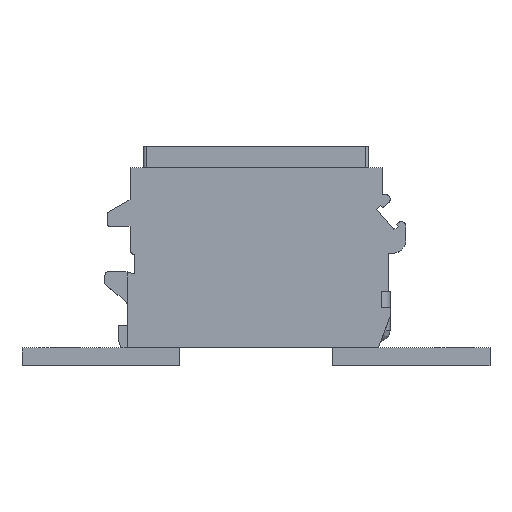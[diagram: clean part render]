
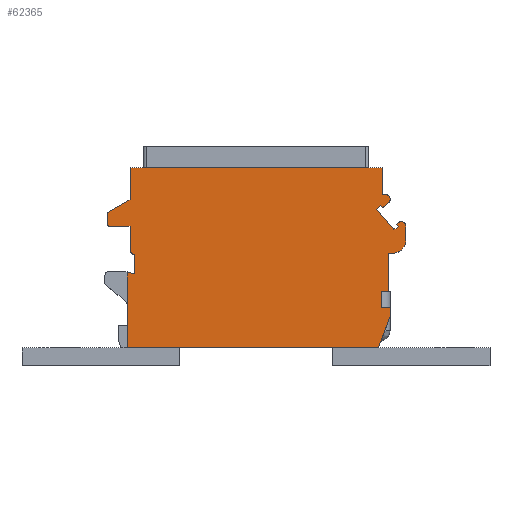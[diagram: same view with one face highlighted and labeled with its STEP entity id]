
A CAD part, top view. The second image highlights one B-rep face of the part: STEP entity #62365.
In plain terms, the highlighted planar face has unit normal (0, 0, 1).
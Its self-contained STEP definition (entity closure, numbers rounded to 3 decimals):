
#4883=CARTESIAN_POINT('',(15.15,12.,7.));
#4884=DIRECTION('',(0.,0.,1.));
#4885=DIRECTION('',(0.,-1.,0.));
#4886=AXIS2_PLACEMENT_3D('',#4883,#4884,#4885);
#4888=DIRECTION('',(-1.,0.,0.));
#4889=VECTOR('',#4888,0.45);
#4890=CARTESIAN_POINT('',(15.15,10.5,7.));
#4891=LINE('',#4890,#4889);
#4892=DIRECTION('',(0.,-1.,0.));
#4893=VECTOR('',#4892,4.2);
#4894=CARTESIAN_POINT('',(14.7,10.5,7.));
#4895=LINE('',#4894,#4893);
#4896=DIRECTION('',(-1.,0.,0.));
#4897=VECTOR('',#4896,0.8);
#4898=CARTESIAN_POINT('',(14.7,6.3,7.));
#4899=LINE('',#4898,#4897);
#4900=DIRECTION('',(0.,-1.,0.));
#4901=VECTOR('',#4900,1.8);
#4902=CARTESIAN_POINT('',(13.9,6.3,7.));
#4903=LINE('',#4902,#4901);
#4904=DIRECTION('',(1.,0.,0.));
#4905=VECTOR('',#4904,1.);
#4906=CARTESIAN_POINT('',(13.9,4.5,7.));
#4907=LINE('',#4906,#4905);
#4908=DIRECTION('',(0.,-1.,0.));
#4909=VECTOR('',#4908,1.);
#4910=CARTESIAN_POINT('',(14.9,4.5,7.));
#4911=LINE('',#4910,#4909);
#4912=DIRECTION('',(-0.348,-0.937,0.));
#4913=VECTOR('',#4912,3.734);
#4914=CARTESIAN_POINT('',(14.9,3.5,7.));
#4915=LINE('',#4914,#4913);
#4916=DIRECTION('',(1.,0.,0.));
#4917=VECTOR('',#4916,27.9);
#4918=CARTESIAN_POINT('',(-14.3,0.,7.));
#4919=LINE('',#4918,#4917);
#4920=DIRECTION('',(0.966,-0.259,0.));
#4921=VECTOR('',#4920,0.828);
#4922=CARTESIAN_POINT('',(-14.3,8.419,7.));
#4923=LINE('',#4922,#4921);
#4924=DIRECTION('',(0.,1.,0.));
#4925=VECTOR('',#4924,2.196);
#4926=CARTESIAN_POINT('',(-13.5,8.204,7.));
#4927=LINE('',#4926,#4925);
#4928=DIRECTION('',(0.,1.,0.));
#4929=VECTOR('',#4928,2.6);
#4930=CARTESIAN_POINT('',(-14.,10.9,7.));
#4931=LINE('',#4930,#4929);
#4932=DIRECTION('',(-1.,0.,0.));
#4933=VECTOR('',#4932,2.2);
#4934=CARTESIAN_POINT('',(-14.,13.5,7.));
#4935=LINE('',#4934,#4933);
#4936=DIRECTION('',(0.,1.,0.));
#4937=VECTOR('',#4936,1.2);
#4938=CARTESIAN_POINT('',(-16.5,13.8,7.));
#4939=LINE('',#4938,#4937);
#4940=DIRECTION('',(0.866,0.5,0.));
#4941=VECTOR('',#4940,2.887);
#4942=CARTESIAN_POINT('',(-16.5,15.,7.));
#4943=LINE('',#4942,#4941);
#4944=DIRECTION('',(0.,-1.,0.));
#4945=VECTOR('',#4944,3.557);
#4946=CARTESIAN_POINT('',(-14.,20.,7.));
#4947=LINE('',#4946,#4945);
#4948=DIRECTION('',(-1.,0.,0.));
#4949=VECTOR('',#4948,28.);
#4950=CARTESIAN_POINT('',(14.,20.,7.));
#4951=LINE('',#4950,#4949);
#4952=DIRECTION('',(0.,-1.,0.));
#4953=VECTOR('',#4952,3.);
#4954=CARTESIAN_POINT('',(14.,20.,7.));
#4955=LINE('',#4954,#4953);
#4956=DIRECTION('',(1.,0.,0.));
#4957=VECTOR('',#4956,0.4);
#4958=CARTESIAN_POINT('',(14.,17.,7.));
#4959=LINE('',#4958,#4957);
#4960=CARTESIAN_POINT('',(14.4,16.5,7.));
#4961=DIRECTION('',(0.,0.,1.));
#4962=DIRECTION('',(0.643,-0.766,0.));
#4963=AXIS2_PLACEMENT_3D('',#4960,#4961,#4962);
#4965=DIRECTION('',(-0.766,-0.643,0.));
#4966=VECTOR('',#4965,0.873);
#4967=CARTESIAN_POINT('',(14.721,16.117,7.));
#4968=LINE('',#4967,#4966);
#4969=DIRECTION('',(-0.643,0.766,0.));
#4970=VECTOR('',#4969,0.3);
#4971=CARTESIAN_POINT('',(14.052,15.556,7.));
#4972=LINE('',#4971,#4970);
#4973=DIRECTION('',(-0.766,-0.643,0.));
#4974=VECTOR('',#4973,0.6);
#4975=CARTESIAN_POINT('',(13.86,15.786,7.));
#4976=LINE('',#4975,#4974);
#4977=DIRECTION('',(0.643,-0.766,0.));
#4978=VECTOR('',#4977,3.);
#4979=CARTESIAN_POINT('',(13.4,15.4,7.));
#4980=LINE('',#4979,#4978);
#4981=DIRECTION('',(0.766,0.643,0.));
#4982=VECTOR('',#4981,0.6);
#4983=CARTESIAN_POINT('',(15.328,13.102,7.));
#4984=LINE('',#4983,#4982);
#4985=DIRECTION('',(-0.643,0.766,0.));
#4986=VECTOR('',#4985,0.3);
#4987=CARTESIAN_POINT('',(15.788,13.488,7.));
#4988=LINE('',#4987,#4986);
#4989=DIRECTION('',(0.766,0.643,0.));
#4990=VECTOR('',#4989,0.305);
#4991=CARTESIAN_POINT('',(15.595,13.717,7.));
#4992=LINE('',#4991,#4990);
#4993=DIRECTION('',(0.,1.,0.));
#4994=VECTOR('',#4993,1.53);
#4995=CARTESIAN_POINT('',(16.65,12.,7.));
#4996=LINE('',#4995,#4994);
#5212=DIRECTION('',(0.,-1.,0.));
#5213=VECTOR('',#5212,8.419);
#5214=CARTESIAN_POINT('',(-14.3,8.419,7.));
#5215=LINE('',#5214,#5213);
#5310=CARTESIAN_POINT('',(-13.5,10.9,7.));
#5311=DIRECTION('',(0.,0.,1.));
#5312=DIRECTION('',(-1.,0.,0.));
#5313=AXIS2_PLACEMENT_3D('',#5310,#5311,#5312);
#5332=CARTESIAN_POINT('',(-16.2,13.8,7.));
#5333=DIRECTION('',(0.,0.,1.));
#5334=DIRECTION('',(-1.,0.,0.));
#5335=AXIS2_PLACEMENT_3D('',#5332,#5333,#5334);
#5818=CARTESIAN_POINT('',(16.15,13.53,7.));
#5819=DIRECTION('',(0.,0.,1.));
#5820=DIRECTION('',(1.,0.,0.));
#5821=AXIS2_PLACEMENT_3D('',#5818,#5819,#5820);
#46484=CARTESIAN_POINT('',(-16.5,15.,7.));
#46485=CARTESIAN_POINT('',(-14.,16.443,7.));
#46486=VERTEX_POINT('',#46484);
#46487=VERTEX_POINT('',#46485);
#46488=CARTESIAN_POINT('',(-14.,20.,7.));
#46489=VERTEX_POINT('',#46488);
#46490=CARTESIAN_POINT('',(-13.5,8.204,7.));
#46492=VERTEX_POINT('',#46490);
#46494=CARTESIAN_POINT('',(-14.,13.5,7.));
#46496=VERTEX_POINT('',#46494);
#46499=CARTESIAN_POINT('',(-16.5,13.8,7.));
#46501=VERTEX_POINT('',#46499);
#46502=CARTESIAN_POINT('',(-16.2,13.5,7.));
#46503=VERTEX_POINT('',#46502);
#46507=CARTESIAN_POINT('',(-14.,10.9,7.));
#46509=VERTEX_POINT('',#46507);
#46510=CARTESIAN_POINT('',(-13.5,10.4,7.));
#46511=VERTEX_POINT('',#46510);
#46519=CARTESIAN_POINT('',(-14.3,0.,7.));
#46521=VERTEX_POINT('',#46519);
#46547=CARTESIAN_POINT('',(-14.3,8.419,7.));
#46549=VERTEX_POINT('',#46547);
#46594=CARTESIAN_POINT('',(14.,17.,7.));
#46595=CARTESIAN_POINT('',(14.4,17.,7.));
#46596=VERTEX_POINT('',#46594);
#46597=VERTEX_POINT('',#46595);
#46598=CARTESIAN_POINT('',(14.721,16.117,7.));
#46599=VERTEX_POINT('',#46598);
#46600=CARTESIAN_POINT('',(14.052,15.556,7.));
#46601=VERTEX_POINT('',#46600);
#46602=CARTESIAN_POINT('',(13.86,15.786,7.));
#46603=VERTEX_POINT('',#46602);
#46604=CARTESIAN_POINT('',(13.4,15.4,7.));
#46605=VERTEX_POINT('',#46604);
#46606=CARTESIAN_POINT('',(15.328,13.102,7.));
#46607=VERTEX_POINT('',#46606);
#46608=CARTESIAN_POINT('',(15.788,13.488,7.));
#46609=VERTEX_POINT('',#46608);
#46610=CARTESIAN_POINT('',(15.595,13.717,7.));
#46611=VERTEX_POINT('',#46610);
#46612=CARTESIAN_POINT('',(14.,20.,7.));
#46613=VERTEX_POINT('',#46612);
#46614=CARTESIAN_POINT('',(14.9,3.5,7.));
#46615=CARTESIAN_POINT('',(13.6,0.,7.));
#46616=VERTEX_POINT('',#46614);
#46617=VERTEX_POINT('',#46615);
#46618=CARTESIAN_POINT('',(14.7,10.5,7.));
#46620=VERTEX_POINT('',#46618);
#46623=CARTESIAN_POINT('',(16.65,13.53,7.));
#46625=VERTEX_POINT('',#46623);
#46626=CARTESIAN_POINT('',(15.829,13.913,7.));
#46627=VERTEX_POINT('',#46626);
#46641=CARTESIAN_POINT('',(14.7,6.3,7.));
#46642=CARTESIAN_POINT('',(13.9,6.3,7.));
#46643=VERTEX_POINT('',#46641);
#46644=VERTEX_POINT('',#46642);
#46645=CARTESIAN_POINT('',(13.9,4.5,7.));
#46646=VERTEX_POINT('',#46645);
#46647=CARTESIAN_POINT('',(14.9,4.5,7.));
#46648=VERTEX_POINT('',#46647);
#46663=CARTESIAN_POINT('',(16.65,12.,7.));
#46665=VERTEX_POINT('',#46663);
#46669=CARTESIAN_POINT('',(15.15,10.5,7.));
#46670=VERTEX_POINT('',#46669);
#62298=CARTESIAN_POINT('',(0.,0.,7.));
#62299=DIRECTION('',(0.,0.,1.));
#62300=DIRECTION('',(1.,0.,0.));
#62301=AXIS2_PLACEMENT_3D('',#62298,#62299,#62300);
#62302=PLANE('',#62301);
#62303=ORIENTED_EDGE('',*,*,#62279,.F.);
#62305=ORIENTED_EDGE('',*,*,#62304,.T.);
#62307=ORIENTED_EDGE('',*,*,#62306,.T.);
#62309=ORIENTED_EDGE('',*,*,#62308,.T.);
#62311=ORIENTED_EDGE('',*,*,#62310,.T.);
#62313=ORIENTED_EDGE('',*,*,#62312,.T.);
#62315=ORIENTED_EDGE('',*,*,#62314,.T.);
#62317=ORIENTED_EDGE('',*,*,#62316,.T.);
#62319=ORIENTED_EDGE('',*,*,#62318,.F.);
#62321=ORIENTED_EDGE('',*,*,#62320,.F.);
#62323=ORIENTED_EDGE('',*,*,#62322,.T.);
#62325=ORIENTED_EDGE('',*,*,#62324,.T.);
#62327=ORIENTED_EDGE('',*,*,#62326,.F.);
#62329=ORIENTED_EDGE('',*,*,#62328,.T.);
#62331=ORIENTED_EDGE('',*,*,#62330,.T.);
#62333=ORIENTED_EDGE('',*,*,#62332,.F.);
#62335=ORIENTED_EDGE('',*,*,#62334,.T.);
#62337=ORIENTED_EDGE('',*,*,#62336,.T.);
#62339=ORIENTED_EDGE('',*,*,#62338,.F.);
#62340=ORIENTED_EDGE('',*,*,#62158,.F.);
#62341=ORIENTED_EDGE('',*,*,#62193,.T.);
#62343=ORIENTED_EDGE('',*,*,#62342,.T.);
#62345=ORIENTED_EDGE('',*,*,#62344,.F.);
#62347=ORIENTED_EDGE('',*,*,#62346,.T.);
#62349=ORIENTED_EDGE('',*,*,#62348,.T.);
#62351=ORIENTED_EDGE('',*,*,#62350,.T.);
#62353=ORIENTED_EDGE('',*,*,#62352,.T.);
#62355=ORIENTED_EDGE('',*,*,#62354,.T.);
#62357=ORIENTED_EDGE('',*,*,#62356,.T.);
#62359=ORIENTED_EDGE('',*,*,#62358,.T.);
#62361=ORIENTED_EDGE('',*,*,#62360,.F.);
#62362=ORIENTED_EDGE('',*,*,#62290,.F.);
#62363=EDGE_LOOP('',(#62303,#62305,#62307,#62309,#62311,#62313,#62315,#62317,
#62319,#62321,#62323,#62325,#62327,#62329,#62331,#62333,#62335,#62337,#62339,
#62340,#62341,#62343,#62345,#62347,#62349,#62351,#62353,#62355,#62357,#62359,
#62361,#62362));
#62364=FACE_OUTER_BOUND('',#62363,.F.);
#62365=ADVANCED_FACE('',(#62364),#62302,.T.);
#4887=CIRCLE('',#4886,1.5);
#4964=CIRCLE('',#4963,0.5);
#5314=CIRCLE('',#5313,0.5);
#5336=CIRCLE('',#5335,0.3);
#5822=CIRCLE('',#5821,0.5);
#62158=EDGE_CURVE('',#46613,#46489,#4951,.T.);
#62193=EDGE_CURVE('',#46613,#46596,#4955,.T.);
#62279=EDGE_CURVE('',#46670,#46665,#4887,.T.);
#62290=EDGE_CURVE('',#46665,#46625,#4996,.T.);
#62304=EDGE_CURVE('',#46670,#46620,#4891,.T.);
#62306=EDGE_CURVE('',#46620,#46643,#4895,.T.);
#62308=EDGE_CURVE('',#46643,#46644,#4899,.T.);
#62310=EDGE_CURVE('',#46644,#46646,#4903,.T.);
#62312=EDGE_CURVE('',#46646,#46648,#4907,.T.);
#62314=EDGE_CURVE('',#46648,#46616,#4911,.T.);
#62316=EDGE_CURVE('',#46616,#46617,#4915,.T.);
#62318=EDGE_CURVE('',#46521,#46617,#4919,.T.);
#62320=EDGE_CURVE('',#46549,#46521,#5215,.T.);
#62322=EDGE_CURVE('',#46549,#46492,#4923,.T.);
#62324=EDGE_CURVE('',#46492,#46511,#4927,.T.);
#62326=EDGE_CURVE('',#46509,#46511,#5314,.T.);
#62328=EDGE_CURVE('',#46509,#46496,#4931,.T.);
#62330=EDGE_CURVE('',#46496,#46503,#4935,.T.);
#62332=EDGE_CURVE('',#46501,#46503,#5336,.T.);
#62334=EDGE_CURVE('',#46501,#46486,#4939,.T.);
#62336=EDGE_CURVE('',#46486,#46487,#4943,.T.);
#62338=EDGE_CURVE('',#46489,#46487,#4947,.T.);
#62342=EDGE_CURVE('',#46596,#46597,#4959,.T.);
#62344=EDGE_CURVE('',#46599,#46597,#4964,.T.);
#62346=EDGE_CURVE('',#46599,#46601,#4968,.T.);
#62348=EDGE_CURVE('',#46601,#46603,#4972,.T.);
#62350=EDGE_CURVE('',#46603,#46605,#4976,.T.);
#62352=EDGE_CURVE('',#46605,#46607,#4980,.T.);
#62354=EDGE_CURVE('',#46607,#46609,#4984,.T.);
#62356=EDGE_CURVE('',#46609,#46611,#4988,.T.);
#62358=EDGE_CURVE('',#46611,#46627,#4992,.T.);
#62360=EDGE_CURVE('',#46625,#46627,#5822,.T.);
